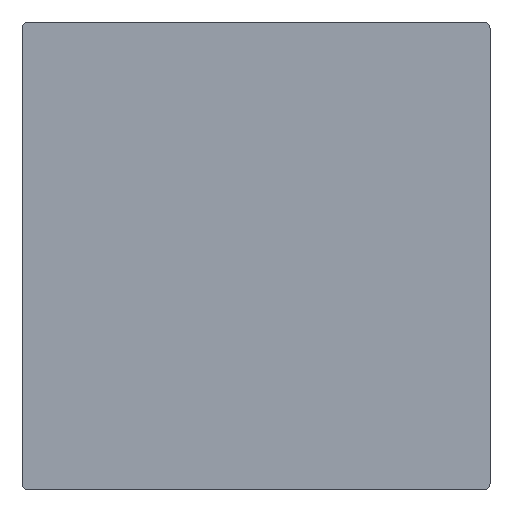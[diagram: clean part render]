
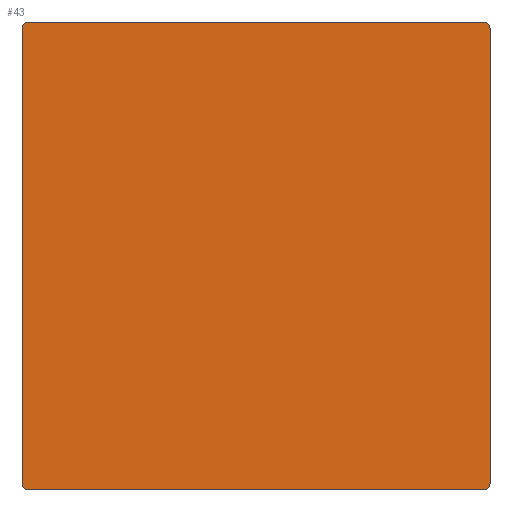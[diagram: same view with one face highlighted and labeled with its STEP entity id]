
A CAD part, front view. The second image highlights one B-rep face of the part: STEP entity #43.
In plain terms, the highlighted planar face has unit normal (0, -1, 0).
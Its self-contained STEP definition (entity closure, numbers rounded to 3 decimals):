
#43 = ADVANCED_FACE ( 'NONE', ( #177 ), #244, .F. ) ;
#87 = VECTOR ( 'NONE', #842, 1000. ) ;
#95 = LINE ( 'NONE', #822, #87 ) ;
#97 = CIRCLE ( 'NONE', #353, 0.8 ) ;
#110 = CIRCLE ( 'NONE', #426, 0.8 ) ;
#111 = CARTESIAN_POINT ( 'NONE',  ( -30., 0., -30. ) ) ;
#114 = AXIS2_PLACEMENT_3D ( 'NONE', #294, #289, #280 ) ;
#122 = DIRECTION ( 'NONE',  ( 0., 0., 1. ) ) ;
#124 = CIRCLE ( 'NONE', #450, 0.8 ) ;
#127 = VECTOR ( 'NONE', #1057, 1000. ) ;
#129 = LINE ( 'NONE', #1031, #127 ) ;
#177 = FACE_OUTER_BOUND ( 'NONE', #486, .T. ) ;
#212 = VERTEX_POINT ( 'NONE', #752 ) ;
#237 = LINE ( 'NONE', #1074, #893 ) ;
#244 = PLANE ( 'NONE',  #500 ) ;
#258 = ORIENTED_EDGE ( 'NONE', *, *, #988, .F. ) ;
#280 = DIRECTION ( 'NONE',  ( 0., 0., 1. ) ) ;
#289 = DIRECTION ( 'NONE',  ( 0., -1., 0. ) ) ;
#294 = CARTESIAN_POINT ( 'NONE',  ( -29.2, 0., 29.2 ) ) ;
#302 = DIRECTION ( 'NONE',  ( 0., 0., 1. ) ) ;
#353 = AXIS2_PLACEMENT_3D ( 'NONE', #779, #819, #817 ) ;
#355 = CIRCLE ( 'NONE', #114, 0.8 ) ;
#426 = AXIS2_PLACEMENT_3D ( 'NONE', #920, #933, #931 ) ;
#450 = AXIS2_PLACEMENT_3D ( 'NONE', #985, #973, #970 ) ;
#454 = ORIENTED_EDGE ( 'NONE', *, *, #885, .T. ) ;
#464 = EDGE_CURVE ( 'NONE', #663, #578, #129, .T. ) ;
#486 = EDGE_LOOP ( 'NONE', ( #538, #454, #258, #488, #647, #648, #710, #826 ) ) ;
#488 = ORIENTED_EDGE ( 'NONE', *, *, #631, .T. ) ;
#500 = AXIS2_PLACEMENT_3D ( 'NONE', #1001, #662, #302 ) ;
#522 = VERTEX_POINT ( 'NONE', #1028 ) ;
#538 = ORIENTED_EDGE ( 'NONE', *, *, #464, .F. ) ;
#559 = VERTEX_POINT ( 'NONE', #982 ) ;
#560 = EDGE_CURVE ( 'NONE', #708, #578, #124, .T. ) ;
#567 = CARTESIAN_POINT ( 'NONE',  ( 30., 0., 29.2 ) ) ;
#578 = VERTEX_POINT ( 'NONE', #963 ) ;
#589 = EDGE_CURVE ( 'NONE', #212, #693, #110, .T. ) ;
#623 = EDGE_CURVE ( 'NONE', #212, #522, #95, .T. ) ;
#631 = EDGE_CURVE ( 'NONE', #559, #522, #97, .T. ) ;
#647 = ORIENTED_EDGE ( 'NONE', *, *, #623, .F. ) ;
#648 = ORIENTED_EDGE ( 'NONE', *, *, #589, .T. ) ;
#658 = CARTESIAN_POINT ( 'NONE',  ( 30., 0., -29.2 ) ) ;
#662 = DIRECTION ( 'NONE',  ( 0., 1., 0. ) ) ;
#663 = VERTEX_POINT ( 'NONE', #809 ) ;
#676 = VERTEX_POINT ( 'NONE', #796 ) ;
#693 = VERTEX_POINT ( 'NONE', #658 ) ;
#708 = VERTEX_POINT ( 'NONE', #567 ) ;
#710 = ORIENTED_EDGE ( 'NONE', *, *, #1063, .F. ) ;
#752 = CARTESIAN_POINT ( 'NONE',  ( 29.2, 0., -30. ) ) ;
#779 = CARTESIAN_POINT ( 'NONE',  ( -29.2, 0., -29.2 ) ) ;
#796 = CARTESIAN_POINT ( 'NONE',  ( -30., 0., 29.2 ) ) ;
#809 = CARTESIAN_POINT ( 'NONE',  ( -29.2, 0., 30. ) ) ;
#817 = DIRECTION ( 'NONE',  ( 0., 0., 1. ) ) ;
#819 = DIRECTION ( 'NONE',  ( 0., -1., 0. ) ) ;
#822 = CARTESIAN_POINT ( 'NONE',  ( -30., 0., -30. ) ) ;
#826 = ORIENTED_EDGE ( 'NONE', *, *, #560, .T. ) ;
#842 = DIRECTION ( 'NONE',  ( -1., 0., 0. ) ) ;
#885 = EDGE_CURVE ( 'NONE', #663, #676, #355, .T. ) ;
#893 = VECTOR ( 'NONE', #1072, 1000. ) ;
#920 = CARTESIAN_POINT ( 'NONE',  ( 29.2, 0., -29.2 ) ) ;
#926 = VECTOR ( 'NONE', #122, 1000. ) ;
#931 = DIRECTION ( 'NONE',  ( 0., 0., 1. ) ) ;
#933 = DIRECTION ( 'NONE',  ( 0., -1., 0. ) ) ;
#943 = LINE ( 'NONE', #111, #926 ) ;
#963 = CARTESIAN_POINT ( 'NONE',  ( 29.2, 0., 30. ) ) ;
#970 = DIRECTION ( 'NONE',  ( 0., 0., 1. ) ) ;
#973 = DIRECTION ( 'NONE',  ( 0., -1., 0. ) ) ;
#982 = CARTESIAN_POINT ( 'NONE',  ( -30., 0., -29.2 ) ) ;
#985 = CARTESIAN_POINT ( 'NONE',  ( 29.2, 0., 29.2 ) ) ;
#988 = EDGE_CURVE ( 'NONE', #559, #676, #943, .T. ) ;
#1001 = CARTESIAN_POINT ( 'NONE',  ( -30., 0., 30. ) ) ;
#1028 = CARTESIAN_POINT ( 'NONE',  ( -29.2, 0., -30. ) ) ;
#1031 = CARTESIAN_POINT ( 'NONE',  ( -30., 0., 30. ) ) ;
#1057 = DIRECTION ( 'NONE',  ( 1., 0., 0. ) ) ;
#1063 = EDGE_CURVE ( 'NONE', #708, #693, #237, .T. ) ;
#1072 = DIRECTION ( 'NONE',  ( 0., 0., -1. ) ) ;
#1074 = CARTESIAN_POINT ( 'NONE',  ( 30., 0., -30. ) ) ;
